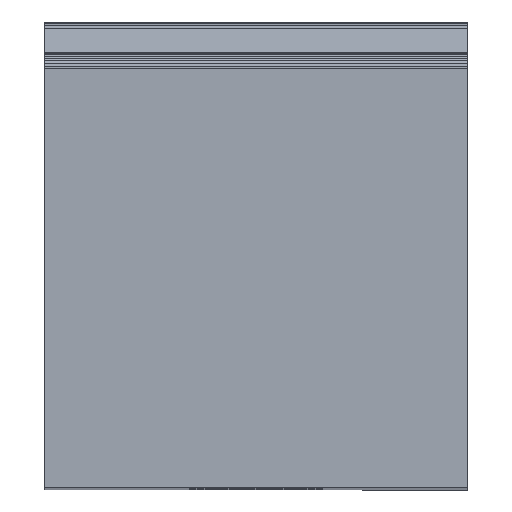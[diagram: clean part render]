
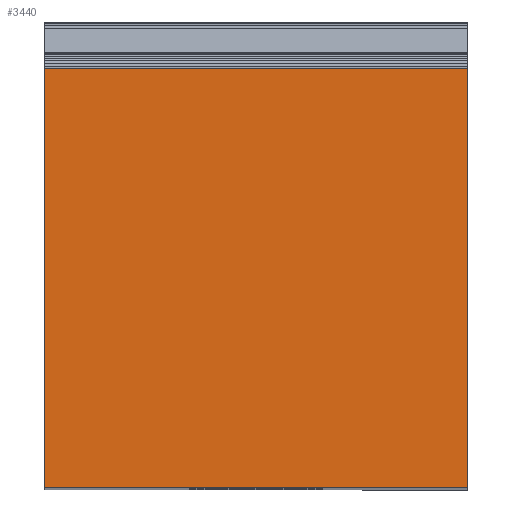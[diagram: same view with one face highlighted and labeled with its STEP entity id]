
A CAD part, top view. The second image highlights one B-rep face of the part: STEP entity #3440.
In plain terms, the highlighted planar face has unit normal (0, 0, 1).
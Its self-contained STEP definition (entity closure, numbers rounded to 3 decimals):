
#544 = VERTEX_POINT('',#545);
#545 = CARTESIAN_POINT('',(27.01,12.569,
    23.388));
#551 = EDGE_CURVE('',#552,#544,#554,.T.);
#552 = VERTEX_POINT('',#553);
#553 = CARTESIAN_POINT('',(27.01,0.,
    23.388));
#554 = LINE('',#555,#556);
#555 = CARTESIAN_POINT('',(27.01,0.,
    23.388));
#556 = VECTOR('',#557,1.);
#557 = DIRECTION('',(0.,1.,0.));
#3422 = VERTEX_POINT('',#3423);
#3423 = CARTESIAN_POINT('',(14.31,12.569,23.388));
#3429 = EDGE_CURVE('',#3422,#544,#3430,.T.);
#3430 = LINE('',#3431,#3432);
#3431 = CARTESIAN_POINT('',(14.31,12.569,23.388));
#3432 = VECTOR('',#3433,1.);
#3433 = DIRECTION('',(1.,0.,0.));
#3440 = ADVANCED_FACE('',(#3441),#3459,.T.);
#3441 = FACE_BOUND('',#3442,.T.);
#3442 = EDGE_LOOP('',(#3443,#3451,#3457,#3458));
#3443 = ORIENTED_EDGE('',*,*,#3444,.F.);
#3444 = EDGE_CURVE('',#3445,#3422,#3447,.T.);
#3445 = VERTEX_POINT('',#3446);
#3446 = CARTESIAN_POINT('',(14.31,0.,23.388));
#3447 = LINE('',#3448,#3449);
#3448 = CARTESIAN_POINT('',(14.31,0.,23.388));
#3449 = VECTOR('',#3450,1.);
#3450 = DIRECTION('',(0.,1.,0.));
#3451 = ORIENTED_EDGE('',*,*,#3452,.T.);
#3452 = EDGE_CURVE('',#3445,#552,#3453,.T.);
#3453 = LINE('',#3454,#3455);
#3454 = CARTESIAN_POINT('',(14.31,0.,23.388));
#3455 = VECTOR('',#3456,1.);
#3456 = DIRECTION('',(1.,0.,0.));
#3457 = ORIENTED_EDGE('',*,*,#551,.T.);
#3458 = ORIENTED_EDGE('',*,*,#3429,.F.);
#3459 = PLANE('',#3460);
#3460 = AXIS2_PLACEMENT_3D('',#3461,#3462,#3463);
#3461 = CARTESIAN_POINT('',(20.66,6.285,
    23.388));
#3462 = DIRECTION('',(0.,0.,1.));
#3463 = DIRECTION('',(1.,0.,0.));
